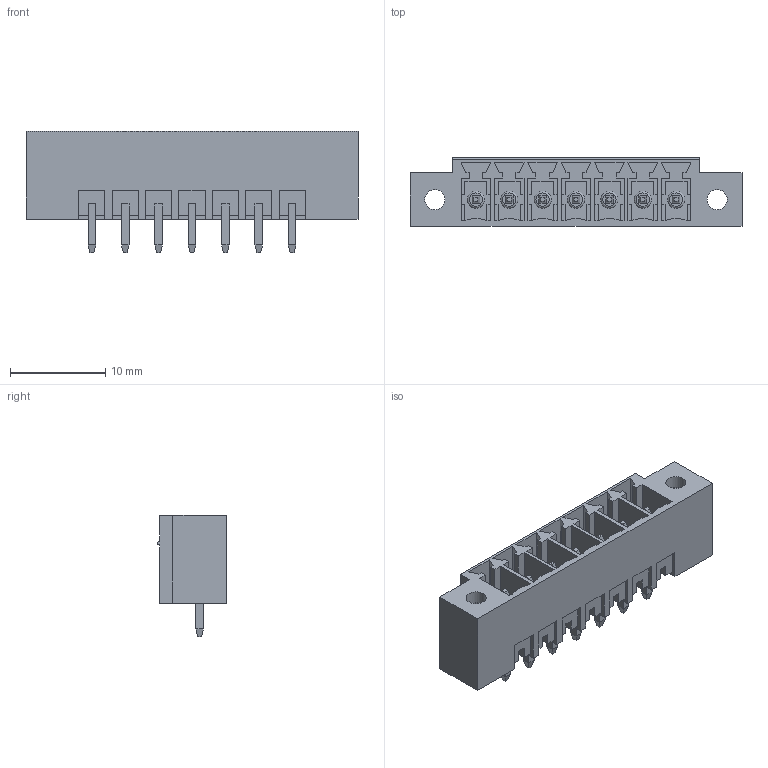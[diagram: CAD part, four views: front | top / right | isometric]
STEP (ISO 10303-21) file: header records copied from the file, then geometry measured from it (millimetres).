
FILE_DESCRIPTION( ( 'Unknown' ), '1' );
FILE_NAME( '691323100007.stp', 'Unknown', ( 'Unknown' ), ( 'Unknown' ), 'PSStep 18.0.17', 'Unknown', ' ' );
FILE_SCHEMA( ( 'AUTOMOTIVE_DESIGN { 1 0 10303 214 1 1 1 1 }' ) );
Length unit declared in the file: millimetre
Products named in the file (4): Assem1; 6913231000xx_PIN; 6913231000xx_INSERT; 691323100007
Assembly tree (10 placements, depth 2):
  Assem1
    6913231000xx_PIN  x7
    6913231000xx_INSERT  x2
    691323100007
Bounding box: 34.8 x 7.2 x 12.7 mm (x, y, z)
Volume: 1119.6 mm3; surface area: 3310 mm2
Topology: 10 solids, 10 shells, 435 faces, 1147 edges, 741 vertices
Faces by surface type: plane 405, cylinder 19, torus 11
Full cylindrical faces by diameter (mm): 1.8 x7, 2.121 x4
Entity records: 13664 total; most frequent: CARTESIAN_POINT 2147, ORIENTED_EDGE 1850, DIRECTION 1660, EDGE_CURVE 925, LINE 868, VECTOR 868, VERTEX_POINT 619, AXIS2_PLACEMENT_3D 396
